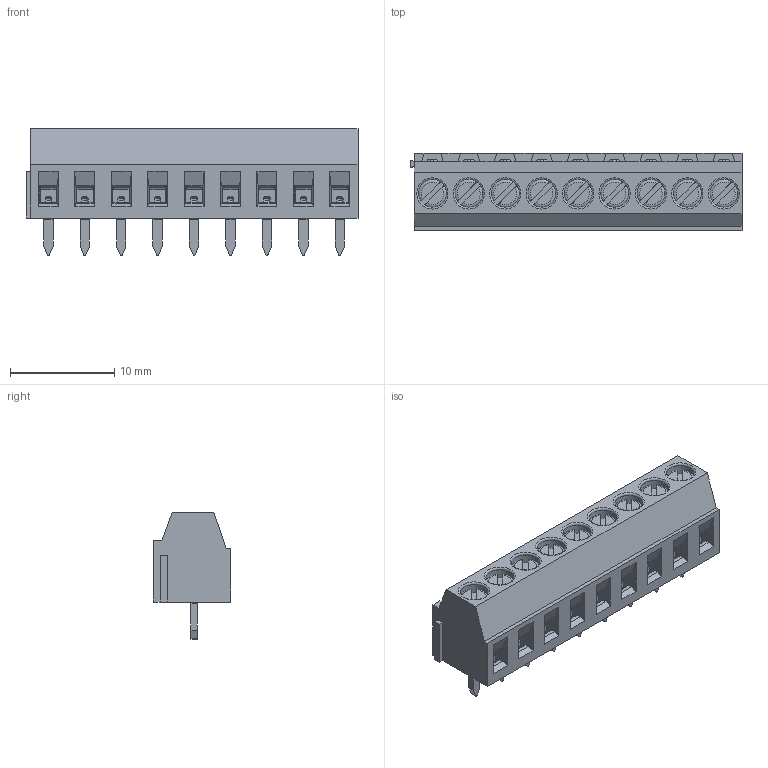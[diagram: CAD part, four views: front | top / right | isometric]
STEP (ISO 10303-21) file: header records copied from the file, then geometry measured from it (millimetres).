
FILE_DESCRIPTION(('STEP AP214'), '1');
FILE_NAME('DG381', '2019-09-29T20:15:52', ('AF'), (''), 'UNSPECIFIED', 'UNSPECIFIED', '');
FILE_SCHEMA(('AUTOMOTIVE_DESIGN { 1 0 10303 214 3 1 1}'));
Length unit declared in the file: millimetre
Assembly tree (27 placements, depth 2):
  (unnamed)
    (unnamed)  x9
    (unnamed)  x9
    (unnamed)  x9
Bounding box: 31.9 x 7.4 x 12.2 mm (x, y, z)
Volume: 1228.2 mm3; surface area: 3847.1 mm2
Topology: 28 solids, 28 shells, 1026 faces, 2532 edges, 1562 vertices
Faces by surface type: plane 837, cylinder 117, cone 45, torus 27
Full cylindrical faces by diameter (mm): 1.4 x9, 1.5 x9, 2 x9, 2.2 x9, 2.8 x9, 3 x9
Entity records: 15969 total; most frequent: CARTESIAN_POINT 2149, ORIENTED_EDGE 2034, DIRECTION 1954, EDGE_CURVE 1017, LINE 934, VECTOR 934, VERTEX_POINT 657, AXIS2_PLACEMENT_3D 510
